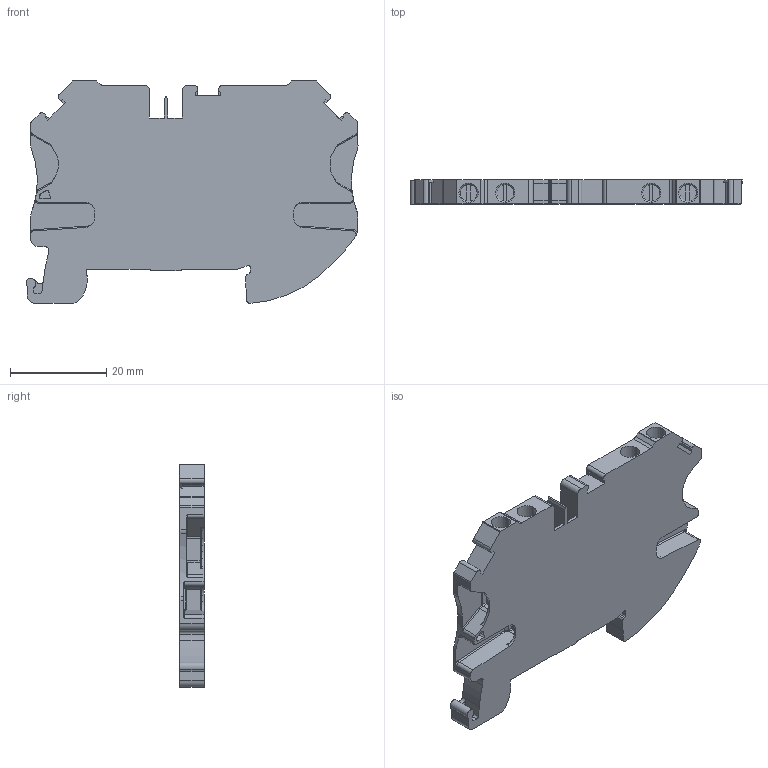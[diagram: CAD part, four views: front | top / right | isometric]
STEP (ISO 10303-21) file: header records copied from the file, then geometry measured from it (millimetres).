
FILE_DESCRIPTION(/* description */ ('Unknown'),/* implementation_level */ '2;1');
FILE_NAME(/* name */ 'TGQ2.5-2X2',/* time_stamp */ '2022-11-30T14:31:19+05:00',/* author */ ('Unknown'),/* organization */ ('Unknown'),/* preprocessor_version */ 'ST-DEVELOPER v16.7',/* originating_system */ 'Solid Edge',/* authorisation */ 'Unknown');
FILE_SCHEMA (('AUTOMOTIVE_DESIGN {1 0 10303 214 3 1 1}'));
Length unit declared in the file: millimetre
Products named in the file (1): Part2
Bounding box: 68.99 x 5 x 46.25 mm (x, y, z)
Volume: 10832.4 mm3; surface area: 8122.9 mm2
Topology: 1 solids, 1 shells, 394 faces, 1068 edges, 683 vertices
Faces by surface type: plane 179, cylinder 149, bspline 19, cone 18, torus 16, sphere 13
Full cylindrical faces by diameter (mm): 2.35 x1, 3 x1, 3.75 x4, 4 x8
Entity records: 15558 total; most frequent: CARTESIAN_POINT 2983, ORIENTED_EDGE 2062, DIRECTION 2040, EDGE_CURVE 1031, AXIS2_PLACEMENT_3D 723, VERTEX_POINT 672, LINE 594, VECTOR 594
